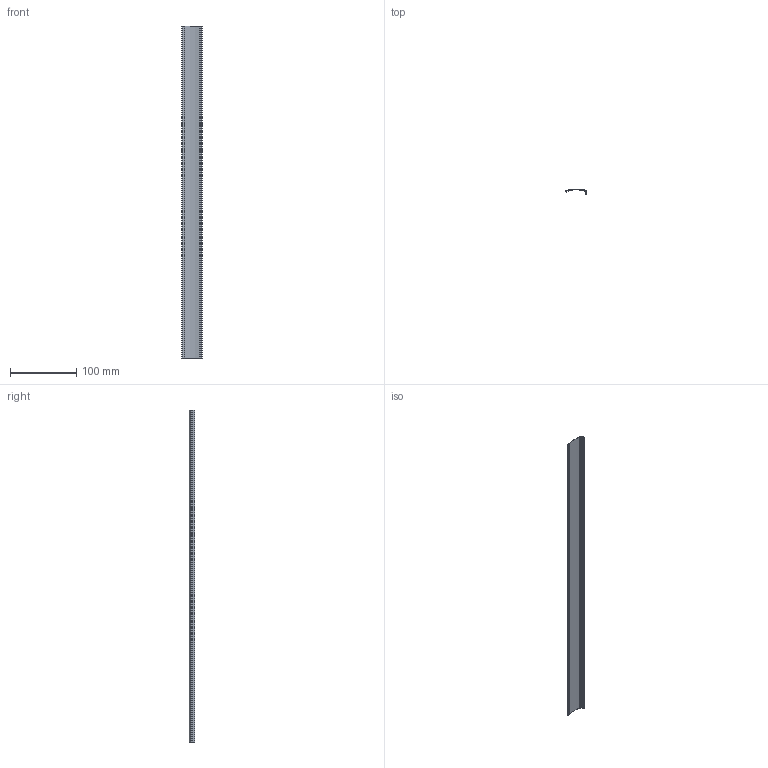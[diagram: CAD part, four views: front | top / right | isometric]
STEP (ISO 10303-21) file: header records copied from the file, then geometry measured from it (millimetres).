
FILE_DESCRIPTION(/* description */ ('STEP AP214'),/* implementation_level */ '2;1');
FILE_NAME(/* name */ '1212476_DADS-AB-G6-6-500',/* time_stamp */ '2024-08-13T14:29:05+02:00',/* author */ ('License CC BY-ND 4.0'),/* organization */ ('CADENAS'),/* preprocessor_version */ 'ST-DEVELOPER v19.3',/* originating_system */ 'PARTsolutions',/* authorisation */ ' ');
FILE_SCHEMA (('AUTOMOTIVE_DESIGN {1 0 10303 214 3 1 1}'));
Length unit declared in the file: millimetre
Products named in the file (2): 1212476 DADS-AB-G6-6-500; 1212379 DADS-AB-G6-6-500---(P)
Assembly tree (1 placements, depth 2):
  1212476 DADS-AB-G6-6-500
    1212379 DADS-AB-G6-6-500---(P)
Bounding box: 31.22 x 7.91 x 500 mm (x, y, z)
Volume: 11903.5 mm3; surface area: 41854.1 mm2
Topology: 1 solids, 1 shells, 52 faces, 150 edges, 100 vertices
Faces by surface type: cylinder 27, plane 25
Entity records: 1777 total; most frequent: DIRECTION 312, CARTESIAN_POINT 304, ORIENTED_EDGE 300, EDGE_CURVE 150, AXIS2_PLACEMENT_3D 108, VERTEX_POINT 100, LINE 96, VECTOR 96
